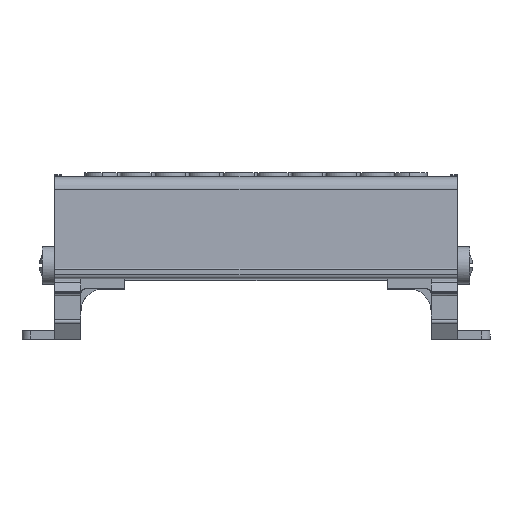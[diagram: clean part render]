
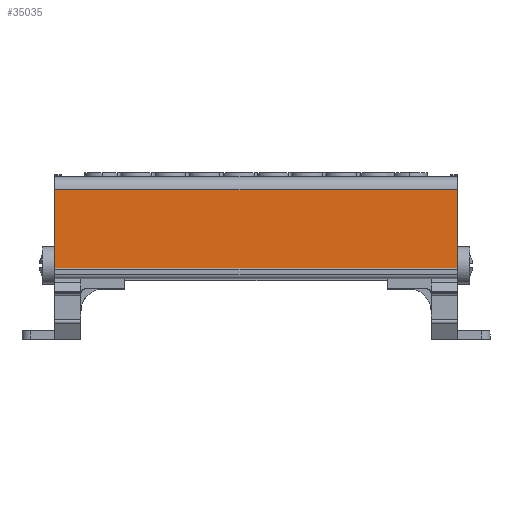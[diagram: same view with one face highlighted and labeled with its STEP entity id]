
A CAD part, top view. The second image highlights one B-rep face of the part: STEP entity #35035.
In plain terms, the highlighted planar face has unit normal (0, 0.018, 1).
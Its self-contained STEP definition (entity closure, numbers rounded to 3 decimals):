
#2558 = AXIS2_PLACEMENT_3D ( 'NONE', #9568, #9535, #9537 ) ;
#9529 = PLANE ( 'NONE',  #2558 ) ;
#9535 = DIRECTION ( 'NONE',  ( 0., -0.017, -1. ) ) ;
#9537 = DIRECTION ( 'NONE',  ( 0., 1., -0.017 ) ) ;
#9568 = CARTESIAN_POINT ( 'NONE',  ( -84.516, -20.747, 103.148 ) ) ;
#9571 = FACE_OUTER_BOUND ( 'NONE', #20272, .T. ) ;
#18136 = VECTOR ( 'NONE', #31233, 1000. ) ;
#18382 = VECTOR ( 'NONE', #31611, 1000. ) ;
#18462 = VECTOR ( 'NONE', #31631, 1000. ) ;
#18476 = VECTOR ( 'NONE', #31612, 1000. ) ;
#20272 = EDGE_LOOP ( 'NONE', ( #24476, #24411, #24387, #24400 ) ) ;
#21946 = EDGE_CURVE ( 'NONE', #29658, #29655, #31226, .T. ) ;
#22023 = EDGE_CURVE ( 'NONE', #29658, #29811, #31590, .T. ) ;
#22024 = EDGE_CURVE ( 'NONE', #29857, #29811, #31576, .T. ) ;
#22036 = EDGE_CURVE ( 'NONE', #29857, #29655, #31641, .T. ) ;
#24387 = ORIENTED_EDGE ( 'NONE', *, *, #22024, .T. ) ;
#24400 = ORIENTED_EDGE ( 'NONE', *, *, #22023, .F. ) ;
#24411 = ORIENTED_EDGE ( 'NONE', *, *, #22036, .F. ) ;
#24476 = ORIENTED_EDGE ( 'NONE', *, *, #21946, .T. ) ;
#26580 = CARTESIAN_POINT ( 'NONE',  ( 8.529, -43.695, 103.548 ) ) ;
#26629 = CARTESIAN_POINT ( 'NONE',  ( 8.529, -24.744, 103.218 ) ) ;
#26665 = CARTESIAN_POINT ( 'NONE',  ( -83.267, -24.744, 103.218 ) ) ;
#26682 = CARTESIAN_POINT ( 'NONE',  ( -83.267, -43.695, 103.548 ) ) ;
#29655 = VERTEX_POINT ( 'NONE', #26629 ) ;
#29658 = VERTEX_POINT ( 'NONE', #26580 ) ;
#29811 = VERTEX_POINT ( 'NONE', #26682 ) ;
#29857 = VERTEX_POINT ( 'NONE', #26665 ) ;
#31226 = LINE ( 'NONE', #31229, #18136 ) ;
#31229 = CARTESIAN_POINT ( 'NONE',  ( 8.529, -43.695, 103.548 ) ) ;
#31233 = DIRECTION ( 'NONE',  ( 0., 1., -0.017 ) ) ;
#31576 = LINE ( 'NONE', #31577, #18382 ) ;
#31577 = CARTESIAN_POINT ( 'NONE',  ( -83.267, -24.744, 103.218 ) ) ;
#31581 = CARTESIAN_POINT ( 'NONE',  ( -84.516, -43.695, 103.548 ) ) ;
#31590 = LINE ( 'NONE', #31581, #18476 ) ;
#31611 = DIRECTION ( 'NONE',  ( 0., -1., 0.017 ) ) ;
#31612 = DIRECTION ( 'NONE',  ( -1., 0., 0. ) ) ;
#31631 = DIRECTION ( 'NONE',  ( 1., 0., 0. ) ) ;
#31641 = LINE ( 'NONE', #31650, #18462 ) ;
#31650 = CARTESIAN_POINT ( 'NONE',  ( -84.516, -24.744, 103.218 ) ) ;
#35035 = ADVANCED_FACE ( 'NONE', ( #9571 ), #9529, .F. ) ;
